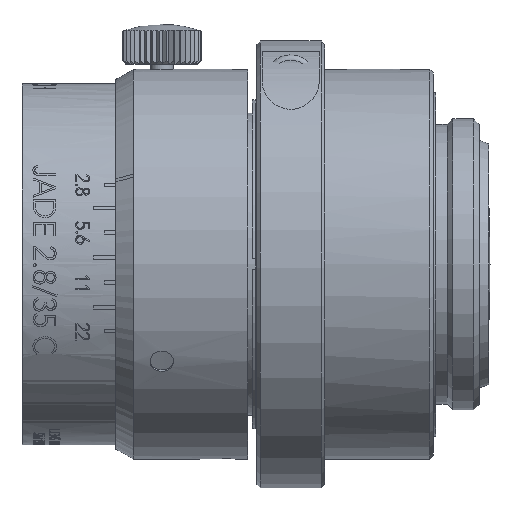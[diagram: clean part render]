
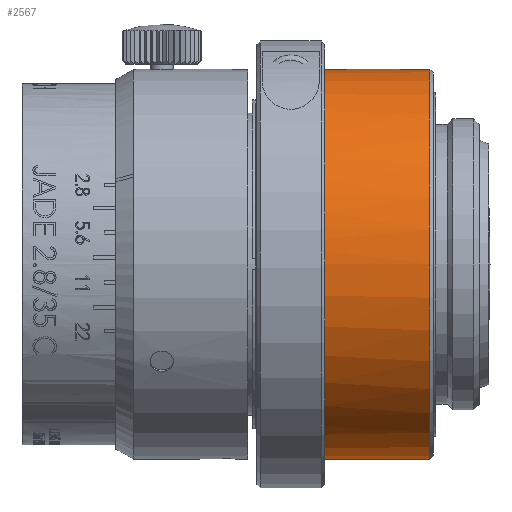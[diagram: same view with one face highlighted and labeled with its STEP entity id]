
A CAD part, top view. The second image highlights one B-rep face of the part: STEP entity #2567.
In plain terms, the highlighted cylindrical face has radius 17 mm (diameter 34 mm), a full revolution.
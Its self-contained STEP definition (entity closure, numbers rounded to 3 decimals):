
#2567=ADVANCED_FACE('BCT_REF_81371',(#3102,#3103),#2830,.T.);
#2830=CYLINDRICAL_SURFACE('',#10511,17.);
#3102=FACE_BOUND('',#3664,.T.);
#3103=FACE_BOUND('',#3665,.T.);
#3664=EDGE_LOOP('',(#5466,#5467,#5468,#5469,#5470,#5471,#5472,#5473,#5474,
#5475));
#3665=EDGE_LOOP('',(#5476));
#5466=ORIENTED_EDGE('',*,*,#8952,.F.);
#5467=ORIENTED_EDGE('',*,*,#8901,.F.);
#5468=ORIENTED_EDGE('',*,*,#8951,.F.);
#5469=ORIENTED_EDGE('',*,*,#8899,.F.);
#5470=ORIENTED_EDGE('',*,*,#8955,.F.);
#5471=ORIENTED_EDGE('',*,*,#8897,.F.);
#5472=ORIENTED_EDGE('',*,*,#8954,.F.);
#5473=ORIENTED_EDGE('',*,*,#8895,.F.);
#5474=ORIENTED_EDGE('',*,*,#8953,.F.);
#5475=ORIENTED_EDGE('',*,*,#8892,.F.);
#5476=ORIENTED_EDGE('',*,*,#8977,.T.);
#7463=VERTEX_POINT('',#15297);
#7464=VERTEX_POINT('',#15298);
#7465=VERTEX_POINT('',#15300);
#7466=VERTEX_POINT('',#15303);
#7467=VERTEX_POINT('',#15305);
#7468=VERTEX_POINT('',#15307);
#7469=VERTEX_POINT('',#15309);
#7470=VERTEX_POINT('',#15311);
#7471=VERTEX_POINT('',#15313);
#7472=VERTEX_POINT('',#15315);
#7506=VERTEX_POINT('',#15880);
#8892=EDGE_CURVE('',#7463,#7465,#9899,.T.);
#8895=EDGE_CURVE('',#7466,#7467,#9900,.T.);
#8897=EDGE_CURVE('',#7468,#7469,#9902,.T.);
#8899=EDGE_CURVE('',#7470,#7471,#9904,.T.);
#8901=EDGE_CURVE('',#7472,#7464,#9906,.T.);
#8951=EDGE_CURVE('',#7471,#7472,#9940,.T.);
#8952=EDGE_CURVE('',#7464,#7463,#9941,.T.);
#8953=EDGE_CURVE('',#7465,#7466,#9942,.T.);
#8954=EDGE_CURVE('',#7467,#7468,#9943,.T.);
#8955=EDGE_CURVE('',#7469,#7470,#9944,.T.);
#8977=EDGE_CURVE('',#7506,#7506,#9958,.T.);
#9899=CIRCLE('',#10416,17.);
#9900=CIRCLE('',#10417,17.);
#9902=CIRCLE('',#10419,17.);
#9904=CIRCLE('',#10421,17.);
#9906=CIRCLE('',#10423,17.);
#9940=CIRCLE('',#10479,17.);
#9941=CIRCLE('',#10480,17.);
#9942=CIRCLE('',#10481,17.);
#9943=CIRCLE('',#10482,17.);
#9944=CIRCLE('',#10483,17.);
#9958=CIRCLE('',#10509,17.);
#10416=AXIS2_PLACEMENT_3D('',#15299,#11832,#11833);
#10417=AXIS2_PLACEMENT_3D('',#15304,#11836,#11837);
#10419=AXIS2_PLACEMENT_3D('',#15308,#11840,#11841);
#10421=AXIS2_PLACEMENT_3D('',#15312,#11844,#11845);
#10423=AXIS2_PLACEMENT_3D('',#15316,#11848,#11849);
#10479=AXIS2_PLACEMENT_3D('',#15440,#11966,#11967);
#10480=AXIS2_PLACEMENT_3D('',#15441,#11968,#11969);
#10481=AXIS2_PLACEMENT_3D('',#15442,#11970,#11971);
#10482=AXIS2_PLACEMENT_3D('',#15443,#11972,#11973);
#10483=AXIS2_PLACEMENT_3D('',#15444,#11974,#11975);
#10509=AXIS2_PLACEMENT_3D('',#15879,#12026,#12027);
#10511=AXIS2_PLACEMENT_3D('',#15882,#12030,#12031);
#11832=DIRECTION('',(-1.,0.,0.));
#11833=DIRECTION('',(0.,0.,1.));
#11836=DIRECTION('',(-1.,0.,0.));
#11837=DIRECTION('',(0.,0.,1.));
#11840=DIRECTION('',(-1.,0.,0.));
#11841=DIRECTION('',(0.,0.,1.));
#11844=DIRECTION('',(-1.,0.,0.));
#11845=DIRECTION('',(0.,0.,1.));
#11848=DIRECTION('',(-1.,0.,0.));
#11849=DIRECTION('',(0.,0.,1.));
#11966=DIRECTION('',(-1.,0.,0.));
#11967=DIRECTION('',(0.,0.,1.));
#11968=DIRECTION('',(-1.,0.,0.));
#11969=DIRECTION('',(0.,0.,1.));
#11970=DIRECTION('',(-1.,0.,0.));
#11971=DIRECTION('',(0.,0.,1.));
#11972=DIRECTION('',(-1.,0.,0.));
#11973=DIRECTION('',(0.,0.,1.));
#11974=DIRECTION('',(-1.,0.,0.));
#11975=DIRECTION('',(0.,0.,1.));
#12026=DIRECTION('',(-1.,0.,0.));
#12027=DIRECTION('',(0.,0.,1.));
#12030=DIRECTION('',(-1.,0.,0.));
#12031=DIRECTION('',(0.,0.,1.));
#15297=CARTESIAN_POINT('',(-27.22,7.202,15.399));
#15298=CARTESIAN_POINT('',(-27.22,3.225,16.691));
#15299=CARTESIAN_POINT('',(-27.22,0.,0.));
#15300=CARTESIAN_POINT('',(-27.22,16.983,0.75));
#15303=CARTESIAN_POINT('',(-27.22,16.983,-0.75));
#15304=CARTESIAN_POINT('',(-27.22,0.,0.));
#15305=CARTESIAN_POINT('',(-27.22,7.202,-15.399));
#15307=CARTESIAN_POINT('',(-27.22,3.225,-16.691));
#15308=CARTESIAN_POINT('',(-27.22,0.,0.));
#15309=CARTESIAN_POINT('',(-27.22,-12.42,-11.608));
#15311=CARTESIAN_POINT('',(-27.22,-14.878,-8.225));
#15312=CARTESIAN_POINT('',(-27.22,0.,0.));
#15313=CARTESIAN_POINT('',(-27.22,-14.878,8.225));
#15315=CARTESIAN_POINT('',(-27.22,-12.42,11.608));
#15316=CARTESIAN_POINT('',(-27.22,0.,0.));
#15440=CARTESIAN_POINT('',(-27.22,0.,0.));
#15441=CARTESIAN_POINT('',(-27.22,0.,0.));
#15442=CARTESIAN_POINT('',(-27.22,0.,0.));
#15443=CARTESIAN_POINT('',(-27.22,0.,0.));
#15444=CARTESIAN_POINT('',(-27.22,0.,0.));
#15879=CARTESIAN_POINT('',(-18.02,0.,0.));
#15880=CARTESIAN_POINT('',(-18.02,0.,17.));
#15882=CARTESIAN_POINT('',(0.,0.,0.));
